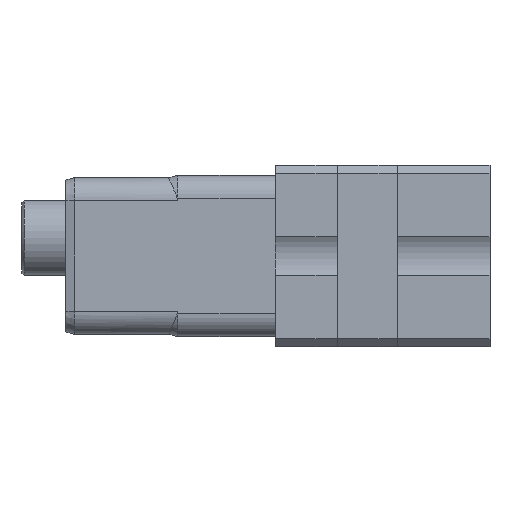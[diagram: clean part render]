
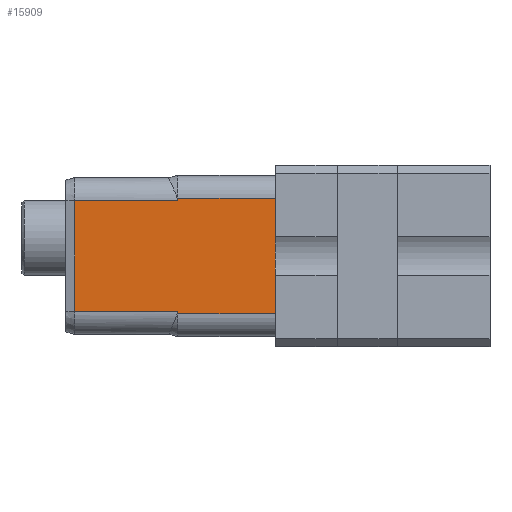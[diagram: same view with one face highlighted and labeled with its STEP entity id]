
A CAD part, left-side view. The second image highlights one B-rep face of the part: STEP entity #15909.
In plain terms, the highlighted planar face has unit normal (-1, 0, 0).
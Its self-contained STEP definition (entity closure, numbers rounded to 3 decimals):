
#242=DIRECTION('',(0.,0.,1.));
#243=VECTOR('',#242,9.61);
#244=CARTESIAN_POINT('',(-36.155,0.,-4.805));
#245=LINE('',#244,#243);
#3171=DIRECTION('',(0.,0.,1.));
#3172=VECTOR('',#3171,9.21);
#3173=CARTESIAN_POINT('',(-36.155,16.67,-4.605));
#3174=LINE('',#3173,#3172);
#3279=DIRECTION('',(0.,1.,0.));
#3280=VECTOR('',#3279,8.56);
#3281=CARTESIAN_POINT('',(-36.155,8.11,4.605));
#3282=LINE('',#3281,#3280);
#3283=DIRECTION('',(0.,0.,1.));
#3284=VECTOR('',#3283,0.2);
#3285=CARTESIAN_POINT('',(-36.155,8.11,
-4.805));
#3286=LINE('',#3285,#3284);
#3287=DIRECTION('',(0.,1.,0.));
#3288=VECTOR('',#3287,8.56);
#3289=CARTESIAN_POINT('',(-36.155,8.11,-4.605));
#3290=LINE('',#3289,#3288);
#3291=DIRECTION('',(0.,0.,1.));
#3292=VECTOR('',#3291,0.2);
#3293=CARTESIAN_POINT('',(-36.155,8.11,4.605));
#3294=LINE('',#3293,#3292);
#3382=DIRECTION('',(0.,1.,0.));
#3383=VECTOR('',#3382,8.11);
#3384=CARTESIAN_POINT('',(-36.155,0.,-4.805));
#3385=LINE('',#3384,#3383);
#3497=DIRECTION('',(0.,1.,0.));
#3498=VECTOR('',#3497,8.11);
#3499=CARTESIAN_POINT('',(-36.155,0.,4.805));
#3500=LINE('',#3499,#3498);
#9607=CARTESIAN_POINT('',(-36.155,0.,-4.805));
#9609=VERTEX_POINT('',#9607);
#9612=CARTESIAN_POINT('',(-36.155,0.,4.805));
#9614=VERTEX_POINT('',#9612);
#10481=CARTESIAN_POINT('',(-36.155,16.67,4.605));
#10482=VERTEX_POINT('',#10481);
#10485=CARTESIAN_POINT('',(-36.155,16.67,-4.605));
#10486=VERTEX_POINT('',#10485);
#10497=CARTESIAN_POINT('',(-36.155,8.11,4.605));
#10498=VERTEX_POINT('',#10497);
#10499=CARTESIAN_POINT('',(-36.155,8.11,-4.605));
#10500=VERTEX_POINT('',#10499);
#11871=CARTESIAN_POINT('',(-36.155,8.11,-4.805));
#11872=VERTEX_POINT('',#11871);
#11873=CARTESIAN_POINT('',(-36.155,8.11,4.805));
#11875=VERTEX_POINT('',#11873);
#15889=CARTESIAN_POINT('',(-36.155,0.,-6.705));
#15890=DIRECTION('',(-1.,0.,0.));
#15891=DIRECTION('',(0.,0.,1.));
#15892=AXIS2_PLACEMENT_3D('',#15889,#15890,#15891);
#15893=PLANE('',#15892);
#15895=ORIENTED_EDGE('',*,*,#15894,.T.);
#15897=ORIENTED_EDGE('',*,*,#15896,.T.);
#15898=ORIENTED_EDGE('',*,*,#15734,.T.);
#15899=ORIENTED_EDGE('',*,*,#15878,.F.);
#15901=ORIENTED_EDGE('',*,*,#15900,.T.);
#15903=ORIENTED_EDGE('',*,*,#15902,.F.);
#15904=ORIENTED_EDGE('',*,*,#12507,.F.);
#15906=ORIENTED_EDGE('',*,*,#15905,.T.);
#15907=EDGE_LOOP('',(#15895,#15897,#15898,#15899,#15901,#15903,#15904,#15906));
#15908=FACE_OUTER_BOUND('',#15907,.F.);
#15909=ADVANCED_FACE('',(#15908),#15893,.T.);
#12507=EDGE_CURVE('',#9609,#9614,#245,.T.);
#15734=EDGE_CURVE('',#10486,#10482,#3174,.T.);
#15878=EDGE_CURVE('',#10498,#10482,#3282,.T.);
#15894=EDGE_CURVE('',#11872,#10500,#3286,.T.);
#15896=EDGE_CURVE('',#10500,#10486,#3290,.T.);
#15900=EDGE_CURVE('',#10498,#11875,#3294,.T.);
#15902=EDGE_CURVE('',#9614,#11875,#3500,.T.);
#15905=EDGE_CURVE('',#9609,#11872,#3385,.T.);
